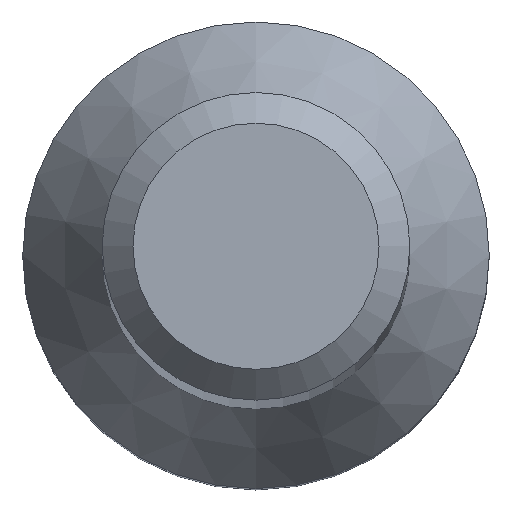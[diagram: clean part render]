
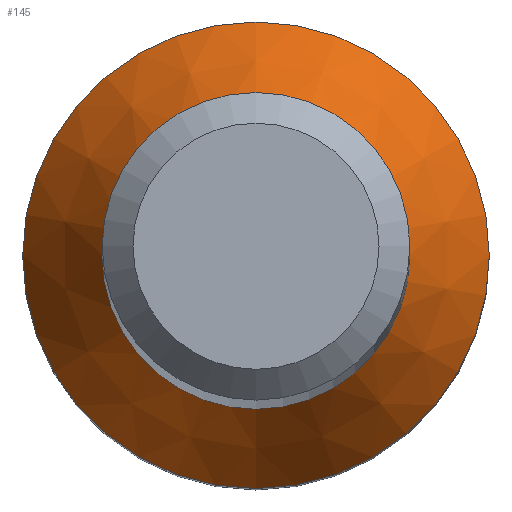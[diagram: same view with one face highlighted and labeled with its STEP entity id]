
A CAD part, top view. The second image highlights one B-rep face of the part: STEP entity #145.
In plain terms, the highlighted conical face has half-angle 30 degrees and reference radius 4.55 mm.
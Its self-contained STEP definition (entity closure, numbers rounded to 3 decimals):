
#5 = DIRECTION ( 'NONE',  ( 0., 0., -1. ) ) ;
#20 = EDGE_CURVE ( 'NONE', #212, #212, #163, .T. ) ;
#28 = DIRECTION ( 'NONE',  ( 0., 1., 0. ) ) ;
#41 = EDGE_LOOP ( 'NONE', ( #95 ) ) ;
#55 = FACE_BOUND ( 'NONE', #141, .T. ) ;
#56 = CARTESIAN_POINT ( 'NONE',  ( 0., 4.55, 16. ) ) ;
#64 = EDGE_CURVE ( 'NONE', #130, #130, #72, .T. ) ;
#72 = CIRCLE ( 'NONE', #224, 3. ) ;
#95 = ORIENTED_EDGE ( 'NONE', *, *, #20, .F. ) ;
#110 = CARTESIAN_POINT ( 'NONE',  ( 0., 0., 16. ) ) ;
#121 = CARTESIAN_POINT ( 'NONE',  ( 0., 0., 16. ) ) ;
#126 = DIRECTION ( 'NONE',  ( 0., 0., -1. ) ) ;
#130 = VERTEX_POINT ( 'NONE', #131 ) ;
#131 = CARTESIAN_POINT ( 'NONE',  ( 0., 3., 18.685 ) ) ;
#133 = AXIS2_PLACEMENT_3D ( 'NONE', #121, #200, #28 ) ;
#141 = EDGE_LOOP ( 'NONE', ( #185 ) ) ;
#145 = ADVANCED_FACE ( 'NONE', ( #55, #170 ), #231, .T. ) ;
#152 = DIRECTION ( 'NONE',  ( 0., 1., 0. ) ) ;
#163 = CIRCLE ( 'NONE', #133, 4.55 ) ;
#170 = FACE_OUTER_BOUND ( 'NONE', #41, .T. ) ;
#185 = ORIENTED_EDGE ( 'NONE', *, *, #64, .T. ) ;
#200 = DIRECTION ( 'NONE',  ( 0., 0., -1. ) ) ;
#205 = CARTESIAN_POINT ( 'NONE',  ( 0., 0., 18.685 ) ) ;
#206 = AXIS2_PLACEMENT_3D ( 'NONE', #110, #5, #152 ) ;
#212 = VERTEX_POINT ( 'NONE', #56 ) ;
#224 = AXIS2_PLACEMENT_3D ( 'NONE', #205, #126, #243 ) ;
#231 = CONICAL_SURFACE ( 'NONE', #206, 4.55, 0.524 ) ;
#243 = DIRECTION ( 'NONE',  ( 0., 1., 0. ) ) ;
